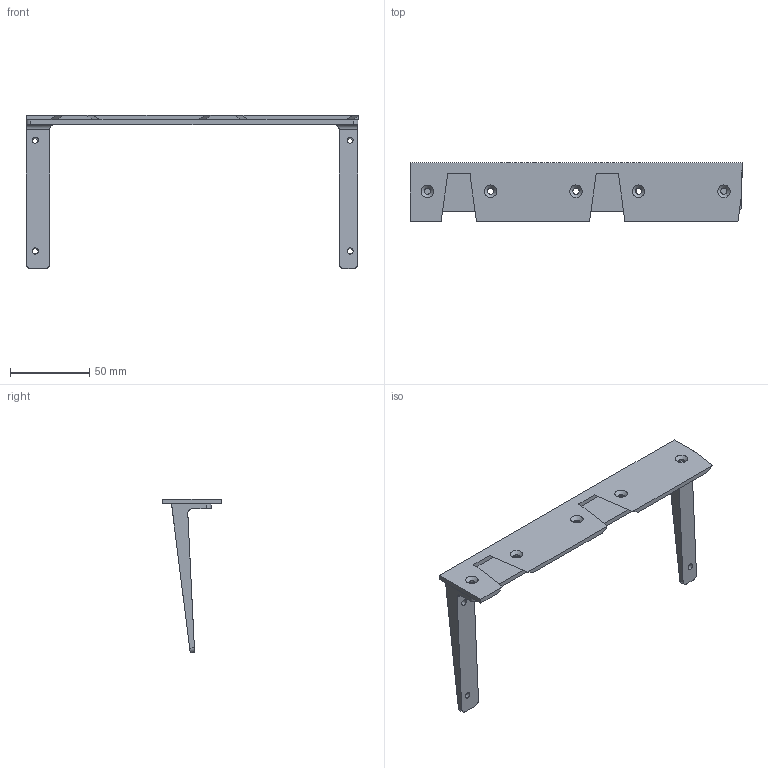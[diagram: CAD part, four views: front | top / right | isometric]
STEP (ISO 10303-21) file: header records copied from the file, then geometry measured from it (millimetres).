
FILE_DESCRIPTION(/* description */ (''),/* implementation_level */ '2;1');
FILE_NAME(/* name */ 'KLN 90B gps mount v4.step',/* time_stamp */ '2024-09-09T15:57:18-05:00',/* author */ (''),/* organization */ (''),/* preprocessor_version */ 'ST-DEVELOPER v20',/* originating_system */ 'Autodesk Translation Framework v13.14.0.145',/* authorisation */ '');
FILE_SCHEMA (('AUTOMOTIVE_DESIGN { 1 0 10303 214 3 1 1 }'));
Length unit declared in the file: millimetre
Products named in the file (2): gps mount; CleatScratch v6
Assembly tree (1 placements, depth 2):
  gps mount
    CleatScratch v6
Bounding box: 210 x 37 x 97.36 mm (x, y, z)
Volume: 49089.3 mm3; surface area: 33776.5 mm2
Topology: 2 solids, 2 shells, 58 faces, 154 edges, 100 vertices
Faces by surface type: plane 28, cylinder 22, cone 8
Full cylindrical faces by diameter (mm): 3.9 x12
Entity records: 1908 total; most frequent: DIRECTION 328, CARTESIAN_POINT 315, ORIENTED_EDGE 308, EDGE_CURVE 154, AXIS2_PLACEMENT_3D 113, LINE 102, VECTOR 102, VERTEX_POINT 100
